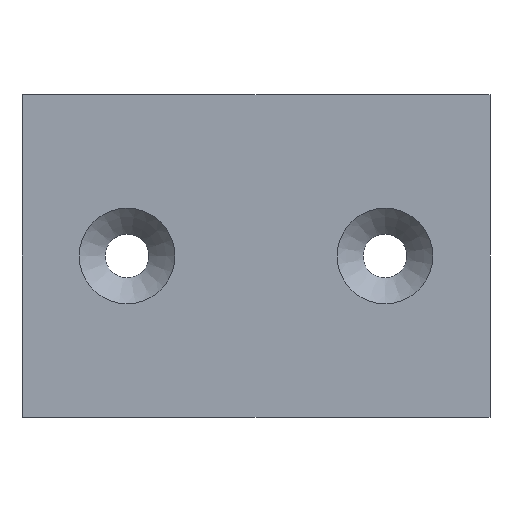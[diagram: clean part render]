
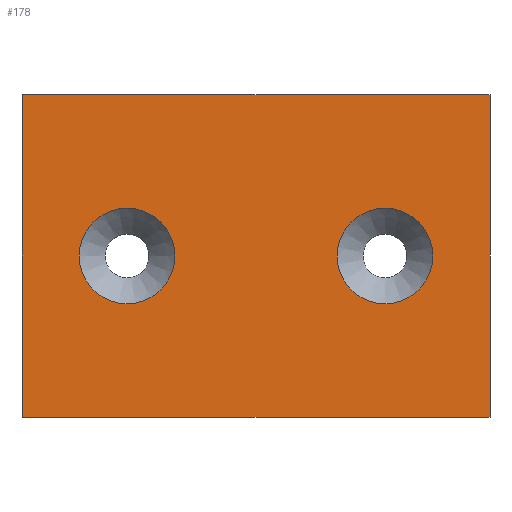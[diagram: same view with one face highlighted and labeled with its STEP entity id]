
A CAD part, front view. The second image highlights one B-rep face of the part: STEP entity #178.
In plain terms, the highlighted planar face has unit normal (0, -1, 0).
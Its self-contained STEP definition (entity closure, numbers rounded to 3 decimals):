
#15=FACE_BOUND('',#40,.T.);
#16=FACE_BOUND('',#41,.T.);
#19=PLANE('',#205);
#29=FACE_OUTER_BOUND('',#39,.T.);
#39=EDGE_LOOP('',(#136,#137,#138,#139));
#40=EDGE_LOOP('',(#140));
#41=EDGE_LOOP('',(#141));
#53=LINE('',#283,#69);
#54=LINE('',#285,#70);
#55=LINE('',#287,#71);
#56=LINE('',#288,#72);
#69=VECTOR('',#233,10.);
#70=VECTOR('',#234,10.);
#71=VECTOR('',#235,10.);
#72=VECTOR('',#236,10.);
#83=CIRCLE('',#201,3.707);
#86=CIRCLE('',#206,3.707);
#90=VERTEX_POINT('',#271);
#93=VERTEX_POINT('',#281);
#94=VERTEX_POINT('',#282);
#95=VERTEX_POINT('',#284);
#96=VERTEX_POINT('',#286);
#97=VERTEX_POINT('',#289);
#105=EDGE_CURVE('',#90,#90,#83,.T.);
#110=EDGE_CURVE('',#93,#94,#53,.T.);
#111=EDGE_CURVE('',#95,#93,#54,.T.);
#112=EDGE_CURVE('',#96,#95,#55,.T.);
#113=EDGE_CURVE('',#94,#96,#56,.T.);
#114=EDGE_CURVE('',#97,#97,#86,.F.);
#136=ORIENTED_EDGE('',*,*,#110,.F.);
#137=ORIENTED_EDGE('',*,*,#111,.F.);
#138=ORIENTED_EDGE('',*,*,#112,.F.);
#139=ORIENTED_EDGE('',*,*,#113,.F.);
#140=ORIENTED_EDGE('',*,*,#114,.T.);
#141=ORIENTED_EDGE('',*,*,#105,.F.);
#178=ADVANCED_FACE('',(#29,#15,#16),#19,.F.);
#201=AXIS2_PLACEMENT_3D('',#272,#221,#222);
#205=AXIS2_PLACEMENT_3D('',#280,#231,#232);
#206=AXIS2_PLACEMENT_3D('',#290,#237,#238);
#221=DIRECTION('center_axis',(0.,-1.,0.));
#222=DIRECTION('ref_axis',(1.,0.,0.));
#231=DIRECTION('center_axis',(0.,1.,0.));
#232=DIRECTION('ref_axis',(0.,0.,1.));
#233=DIRECTION('',(0.,0.,-1.));
#234=DIRECTION('',(1.,0.,0.));
#235=DIRECTION('',(0.,0.,1.));
#236=DIRECTION('',(-1.,0.,0.));
#237=DIRECTION('center_axis',(0.,-1.,0.));
#238=DIRECTION('ref_axis',(0.,0.,-1.));
#271=CARTESIAN_POINT('',(-13.72,73.613,16.98));
#272=CARTESIAN_POINT('Origin',(-10.013,73.613,16.98));
#280=CARTESIAN_POINT('Origin',(18.451,73.613,29.48));
#281=CARTESIAN_POINT('',(18.134,73.613,29.48));
#282=CARTESIAN_POINT('',(18.134,73.613,4.48));
#283=CARTESIAN_POINT('',(18.134,73.613,29.48));
#284=CARTESIAN_POINT('',(-18.161,73.613,29.48));
#285=CARTESIAN_POINT('',(9.219,73.613,29.48));
#286=CARTESIAN_POINT('',(-18.161,73.613,4.48));
#287=CARTESIAN_POINT('',(-18.161,73.613,29.48));
#288=CARTESIAN_POINT('',(9.219,73.613,4.48));
#289=CARTESIAN_POINT('',(9.987,73.613,20.688));
#290=CARTESIAN_POINT('Origin',(9.987,73.613,16.98));
